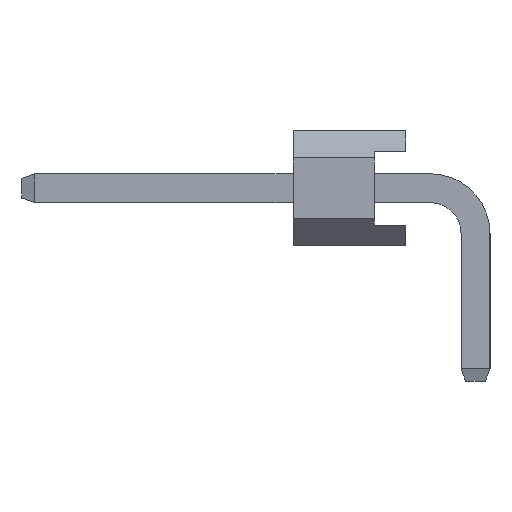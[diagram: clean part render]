
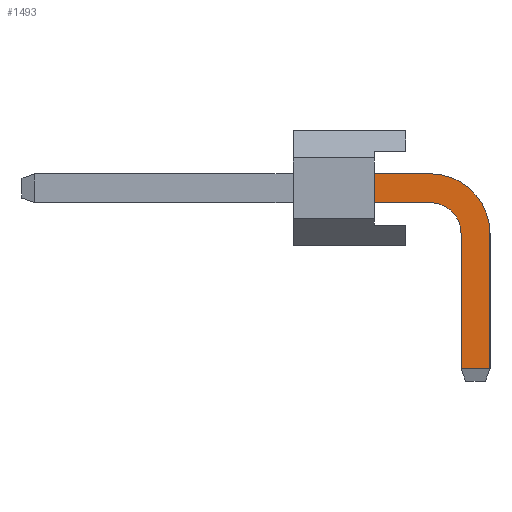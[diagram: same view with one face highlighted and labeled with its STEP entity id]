
A CAD part, left-side view. The second image highlights one B-rep face of the part: STEP entity #1493.
In plain terms, the highlighted planar face has unit normal (-1, 0, 0).
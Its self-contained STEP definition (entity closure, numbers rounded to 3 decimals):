
#1493=ADVANCED_FACE('',(#4129),#4131,.T.);
#4129=FACE_BOUND('',#4130,.T.);
#4130=EDGE_LOOP('',(#6265,#6266,#6267,#6268,#6269,#6270,#6271,#6272));
#4131=PLANE('',#4132);
#4132=AXIS2_PLACEMENT_3D('',#4133,#4134,#4135);
#4133=CARTESIAN_POINT('',(-0.32,0.32,-3.));
#4134=DIRECTION('',(-1.,0.,0.));
#4135=DIRECTION('',(0.,-1.,0.));
#6265=ORIENTED_EDGE('',*,*,#7539,.T.);
#6266=ORIENTED_EDGE('',*,*,#7540,.T.);
#6267=ORIENTED_EDGE('',*,*,#7541,.T.);
#6268=ORIENTED_EDGE('',*,*,#7542,.T.);
#6269=ORIENTED_EDGE('',*,*,#7129,.T.);
#6270=ORIENTED_EDGE('',*,*,#7543,.F.);
#6271=ORIENTED_EDGE('',*,*,#7544,.F.);
#6272=ORIENTED_EDGE('',*,*,#7545,.F.);
#7129=EDGE_CURVE('',#8155,#8156,#8157,.T.);
#7539=EDGE_CURVE('',#8797,#8798,#8799,.T.);
#7540=EDGE_CURVE('',#8798,#8800,#8801,.T.);
#7541=EDGE_CURVE('',#8800,#8802,#8803,.T.);
#7542=EDGE_CURVE('',#8802,#8155,#8804,.T.);
#7543=EDGE_CURVE('',#8805,#8156,#8806,.T.);
#7544=EDGE_CURVE('',#8807,#8805,#8808,.T.);
#7545=EDGE_CURVE('',#8797,#8807,#8809,.T.);
#8155=VERTEX_POINT('',#9905);
#8156=VERTEX_POINT('',#9906);
#8157=LINE('',#9907,#9908);
#8797=VERTEX_POINT('',#11403);
#8798=VERTEX_POINT('',#11404);
#8799=LINE('',#11405,#11406);
#8800=VERTEX_POINT('',#11408);
#8801=LINE('',#11409,#11410);
#8802=VERTEX_POINT('',#11412);
#8803=CIRCLE('',#11413,1.32);
#8804=LINE('',#11417,#11418);
#8805=VERTEX_POINT('',#11420);
#8806=LINE('',#11421,#11422);
#8807=VERTEX_POINT('',#11424);
#8808=CIRCLE('',#11425,0.68);
#8809=LINE('',#11429,#11430);
#9905=CARTESIAN_POINT('',(-0.32,2.24,1.59));
#9906=CARTESIAN_POINT('',(-0.32,2.24,0.95));
#9907=CARTESIAN_POINT('',(-0.32,2.24,1.59));
#9908=VECTOR('',#9909,1.);
#9909=DIRECTION('',(0.,0.,-1.));
#11403=CARTESIAN_POINT('',(-0.32,0.32,-2.725));
#11404=CARTESIAN_POINT('',(-0.32,-0.32,-2.725));
#11405=CARTESIAN_POINT('',(-0.32,0.32,-2.725));
#11406=VECTOR('',#11407,1.);
#11407=DIRECTION('',(0.,-1.,0.));
#11408=CARTESIAN_POINT('',(-0.32,-0.32,0.27));
#11409=CARTESIAN_POINT('',(-0.32,-0.32,-2.725));
#11410=VECTOR('',#11411,1.);
#11411=DIRECTION('',(0.,0.,1.));
#11412=CARTESIAN_POINT('',(-0.32,1.,1.59));
#11413=AXIS2_PLACEMENT_3D('',#11414,#11415,#11416);
#11414=CARTESIAN_POINT('',(-0.32,1.,0.27));
#11415=DIRECTION('',(-1.,-0.,0.));
#11416=DIRECTION('',(0.,-1.,0.));
#11417=CARTESIAN_POINT('',(-0.32,1.,1.59));
#11418=VECTOR('',#11419,1.);
#11419=DIRECTION('',(0.,1.,0.));
#11420=CARTESIAN_POINT('',(-0.32,1.,0.95));
#11421=CARTESIAN_POINT('',(-0.32,1.,0.95));
#11422=VECTOR('',#11423,1.);
#11423=DIRECTION('',(0.,1.,0.));
#11424=CARTESIAN_POINT('',(-0.32,0.32,0.27));
#11425=AXIS2_PLACEMENT_3D('',#11426,#11427,#11428);
#11426=CARTESIAN_POINT('',(-0.32,1.,0.27));
#11427=DIRECTION('',(-1.,-0.,0.));
#11428=DIRECTION('',(0.,-1.,0.));
#11429=CARTESIAN_POINT('',(-0.32,0.32,-2.725));
#11430=VECTOR('',#11431,1.);
#11431=DIRECTION('',(0.,0.,1.));
